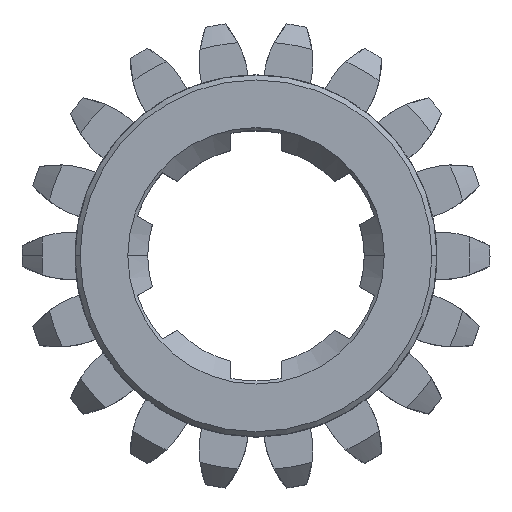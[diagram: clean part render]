
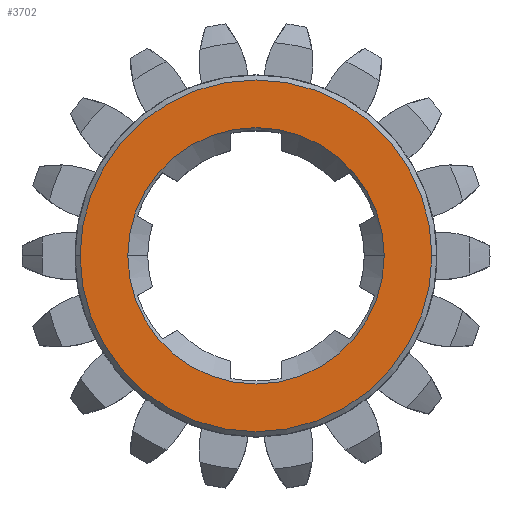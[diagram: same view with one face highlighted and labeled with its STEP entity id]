
A CAD part, top view. The second image highlights one B-rep face of the part: STEP entity #3702.
In plain terms, the highlighted planar face has unit normal (0, 0, 1).
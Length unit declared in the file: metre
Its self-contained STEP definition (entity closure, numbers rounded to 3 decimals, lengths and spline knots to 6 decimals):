
#576=CARTESIAN_POINT('',(0.,0.,0.00857));
#577=DIRECTION('',(0.,0.,1.));
#578=DIRECTION('',(-1.,0.,0.));
#579=AXIS2_PLACEMENT_3D('',#576,#577,#578);
#581=CARTESIAN_POINT('',(0.,0.,0.00857));
#582=DIRECTION('',(0.,0.,1.));
#583=DIRECTION('',(1.,0.,0.));
#584=AXIS2_PLACEMENT_3D('',#581,#582,#583);
#586=CARTESIAN_POINT('',(0.,0.,0.00857));
#587=DIRECTION('',(0.,0.,-1.));
#588=DIRECTION('',(1.,0.,0.));
#589=AXIS2_PLACEMENT_3D('',#586,#587,#588);
#591=CARTESIAN_POINT('',(0.,0.,0.00857));
#592=DIRECTION('',(0.,0.,-1.));
#593=DIRECTION('',(-1.,0.,0.));
#594=AXIS2_PLACEMENT_3D('',#591,#592,#593);
#2399=CARTESIAN_POINT('',(0.01756,0.,0.00857));
#2400=CARTESIAN_POINT('',(-0.01756,0.,0.00857));
#2401=VERTEX_POINT('',#2399);
#2402=VERTEX_POINT('',#2400);
#2537=CARTESIAN_POINT('',(-0.0128,0.,0.00857));
#2538=VERTEX_POINT('',#2537);
#2539=CARTESIAN_POINT('',(0.0128,0.,0.00857));
#2540=VERTEX_POINT('',#2539);
#3687=CARTESIAN_POINT('',(0.,0.,0.00857));
#3688=DIRECTION('',(0.,0.,1.));
#3689=DIRECTION('',(1.,0.,0.));
#3690=AXIS2_PLACEMENT_3D('',#3687,#3688,#3689);
#3691=PLANE('',#3690);
#3692=ORIENTED_EDGE('',*,*,#3655,.F.);
#3693=ORIENTED_EDGE('',*,*,#3672,.F.);
#3694=EDGE_LOOP('',(#3692,#3693));
#3695=FACE_OUTER_BOUND('',#3694,.F.);
#3697=ORIENTED_EDGE('',*,*,#3696,.F.);
#3699=ORIENTED_EDGE('',*,*,#3698,.F.);
#3700=EDGE_LOOP('',(#3697,#3699));
#3701=FACE_BOUND('',#3700,.F.);
#580=CIRCLE('',#579,0.01756);
#585=CIRCLE('',#584,0.01756);
#590=CIRCLE('',#589,0.0128);
#595=CIRCLE('',#594,0.0128);
#3655=EDGE_CURVE('',#2402,#2401,#580,.T.);
#3672=EDGE_CURVE('',#2401,#2402,#585,.T.);
#3696=EDGE_CURVE('',#2540,#2538,#590,.T.);
#3698=EDGE_CURVE('',#2538,#2540,#595,.T.);
#3702=ADVANCED_FACE('',(#3695,#3701),#3691,.T.);
